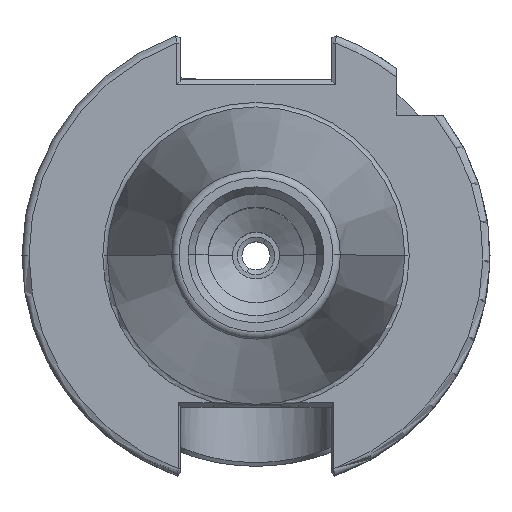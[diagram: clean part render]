
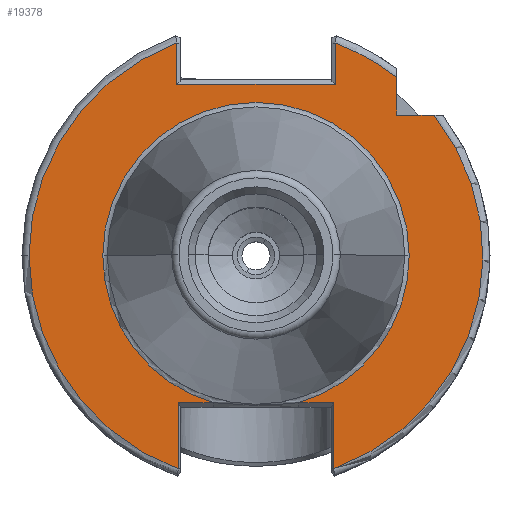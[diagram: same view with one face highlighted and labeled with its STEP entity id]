
A CAD part, top view. The second image highlights one B-rep face of the part: STEP entity #19378.
In plain terms, the highlighted planar face has unit normal (0, 0, 1).
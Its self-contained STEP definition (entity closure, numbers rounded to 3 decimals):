
#10 = CARTESIAN_POINT ( 'NONE',  ( 16.35, 0., -3.2 ) ) ;
#66 = EDGE_CURVE ( 'NONE', #20687, #12116, #14941, .T. ) ;
#214 = CIRCLE ( 'NONE', #11674, 24.225 ) ;
#336 = DIRECTION ( 'NONE',  ( 1., 0., 0. ) ) ;
#481 = VECTOR ( 'NONE', #6888, 1000. ) ;
#635 = EDGE_CURVE ( 'NONE', #8187, #21444, #2758, .T. ) ;
#639 = AXIS2_PLACEMENT_3D ( 'NONE', #8628, #21311, #10438 ) ;
#642 = EDGE_CURVE ( 'NONE', #10375, #21444, #21454, .T. ) ;
#768 = VERTEX_POINT ( 'NONE', #19717 ) ;
#800 = CARTESIAN_POINT ( 'NONE',  ( -8.288, -15.7, -3.2 ) ) ;
#932 = EDGE_CURVE ( 'NONE', #11421, #19844, #14317, .T. ) ;
#1046 = ORIENTED_EDGE ( 'NONE', *, *, #11009, .T. ) ;
#1157 = ORIENTED_EDGE ( 'NONE', *, *, #932, .T. ) ;
#1201 = ORIENTED_EDGE ( 'NONE', *, *, #635, .T. ) ;
#1792 = DIRECTION ( 'NONE',  ( 0., 1., 0. ) ) ;
#1866 = DIRECTION ( 'NONE',  ( 1., 0., 0. ) ) ;
#1919 = AXIS2_PLACEMENT_3D ( 'NONE', #7269, #17759, #19948 ) ;
#1966 = EDGE_CURVE ( 'NONE', #12116, #11621, #4145, .T. ) ;
#2226 = CARTESIAN_POINT ( 'NONE',  ( 8.478, 22.693, -3.2 ) ) ;
#2351 = CARTESIAN_POINT ( 'NONE',  ( -16.35, 0., -3.2 ) ) ;
#2630 = VERTEX_POINT ( 'NONE', #21720 ) ;
#2758 = CIRCLE ( 'NONE', #1919, 24.225 ) ;
#2787 = LINE ( 'NONE', #21078, #16639 ) ;
#2792 = EDGE_CURVE ( 'NONE', #2630, #8808, #9971, .T. ) ;
#2809 = DIRECTION ( 'NONE',  ( 0., 0., -1. ) ) ;
#2993 = VERTEX_POINT ( 'NONE', #19182 ) ;
#3003 = VECTOR ( 'NONE', #13762, 1000. ) ;
#3074 = CARTESIAN_POINT ( 'NONE',  ( 8.478, 18.8, -3.2 ) ) ;
#3650 = FACE_OUTER_BOUND ( 'NONE', #22729, .T. ) ;
#3800 = LINE ( 'NONE', #14483, #22509 ) ;
#4143 = CARTESIAN_POINT ( 'NONE',  ( -8.478, 22.693, -3.2 ) ) ;
#4145 = LINE ( 'NONE', #12451, #8372 ) ;
#4236 = ORIENTED_EDGE ( 'NONE', *, *, #10862, .T. ) ;
#4292 = VERTEX_POINT ( 'NONE', #10 ) ;
#4982 = VECTOR ( 'NONE', #13296, 1000. ) ;
#5241 = CARTESIAN_POINT ( 'NONE',  ( -24.225, 0., -3.2 ) ) ;
#5465 = DIRECTION ( 'NONE',  ( 0., 0., -1. ) ) ;
#5582 = LINE ( 'NONE', #16790, #4982 ) ;
#6157 = ORIENTED_EDGE ( 'NONE', *, *, #17857, .T. ) ;
#6194 = CARTESIAN_POINT ( 'NONE',  ( 0., 0., -3.2 ) ) ;
#6823 = ORIENTED_EDGE ( 'NONE', *, *, #1966, .T. ) ;
#6888 = DIRECTION ( 'NONE',  ( 0., -1., 0. ) ) ;
#7269 = CARTESIAN_POINT ( 'NONE',  ( 0., 0., -3.2 ) ) ;
#7289 = EDGE_CURVE ( 'NONE', #14913, #10375, #18921, .T. ) ;
#7500 = AXIS2_PLACEMENT_3D ( 'NONE', #8872, #21574, #10693 ) ;
#7543 = CIRCLE ( 'NONE', #15077, 16.35 ) ;
#7714 = CARTESIAN_POINT ( 'NONE',  ( 19.022, 15., -3.2 ) ) ;
#7892 = CARTESIAN_POINT ( 'NONE',  ( 15., 15., -3.2 ) ) ;
#8187 = VERTEX_POINT ( 'NONE', #20794 ) ;
#8372 = VECTOR ( 'NONE', #15550, 1000. ) ;
#8628 = CARTESIAN_POINT ( 'NONE',  ( 0., 0., -3.2 ) ) ;
#8808 = VERTEX_POINT ( 'NONE', #2351 ) ;
#8872 = CARTESIAN_POINT ( 'NONE',  ( 0., 24.975, -3.2 ) ) ;
#9303 = VECTOR ( 'NONE', #13032, 1000. ) ;
#9950 = DIRECTION ( 'NONE',  ( 0., 0., 1. ) ) ;
#9971 = CIRCLE ( 'NONE', #12883, 16.35 ) ;
#10111 = CARTESIAN_POINT ( 'NONE',  ( -2.21, -15.7, -3.2 ) ) ;
#10256 = AXIS2_PLACEMENT_3D ( 'NONE', #13616, #2809, #15440 ) ;
#10375 = VERTEX_POINT ( 'NONE', #15620 ) ;
#10438 = DIRECTION ( 'NONE',  ( -1., 0., 0. ) ) ;
#10608 = PLANE ( 'NONE',  #7500 ) ;
#10686 = DIRECTION ( 'NONE',  ( 0., 0., 1. ) ) ;
#10693 = DIRECTION ( 'NONE',  ( -1., 0., 0. ) ) ;
#10862 = EDGE_CURVE ( 'NONE', #19844, #21687, #5582, .T. ) ;
#11009 = EDGE_CURVE ( 'NONE', #11621, #2630, #21726, .T. ) ;
#11317 = CARTESIAN_POINT ( 'NONE',  ( -8.288, -22.763, -3.2 ) ) ;
#11421 = VERTEX_POINT ( 'NONE', #2226 ) ;
#11621 = VERTEX_POINT ( 'NONE', #800 ) ;
#11674 = AXIS2_PLACEMENT_3D ( 'NONE', #21566, #10686, #23401 ) ;
#11781 = VECTOR ( 'NONE', #336, 1000. ) ;
#12116 = VERTEX_POINT ( 'NONE', #11317 ) ;
#12181 = DIRECTION ( 'NONE',  ( 0., -1., 0. ) ) ;
#12211 = ORIENTED_EDGE ( 'NONE', *, *, #15752, .T. ) ;
#12240 = EDGE_CURVE ( 'NONE', #20926, #20687, #14223, .T. ) ;
#12451 = CARTESIAN_POINT ( 'NONE',  ( -8.288, 24.975, -3.2 ) ) ;
#12570 = CARTESIAN_POINT ( 'NONE',  ( -8.478, 22.832, -3.2 ) ) ;
#12883 = AXIS2_PLACEMENT_3D ( 'NONE', #6194, #15861, #22250 ) ;
#12928 = AXIS2_PLACEMENT_3D ( 'NONE', #20841, #9950, #22694 ) ;
#13032 = DIRECTION ( 'NONE',  ( 0., -1., 0. ) ) ;
#13255 = ORIENTED_EDGE ( 'NONE', *, *, #642, .F. ) ;
#13296 = DIRECTION ( 'NONE',  ( -1., 0., 0. ) ) ;
#13616 = CARTESIAN_POINT ( 'NONE',  ( 0., 0., -3.2 ) ) ;
#13762 = DIRECTION ( 'NONE',  ( 1., 0., 0. ) ) ;
#14169 = ORIENTED_EDGE ( 'NONE', *, *, #19252, .T. ) ;
#14223 = CIRCLE ( 'NONE', #639, 24.225 ) ;
#14317 = LINE ( 'NONE', #3074, #481 ) ;
#14483 = CARTESIAN_POINT ( 'NONE',  ( 8.05, -15.7, -3.2 ) ) ;
#14703 = CARTESIAN_POINT ( 'NONE',  ( 8.478, 18.3, -3.2 ) ) ;
#14913 = VERTEX_POINT ( 'NONE', #16471 ) ;
#14941 = CIRCLE ( 'NONE', #12928, 24.225 ) ;
#15077 = AXIS2_PLACEMENT_3D ( 'NONE', #16292, #5465, #18112 ) ;
#15193 = VECTOR ( 'NONE', #1792, 1000. ) ;
#15440 = DIRECTION ( 'NONE',  ( -1., 0., 0. ) ) ;
#15550 = DIRECTION ( 'NONE',  ( 0., 1., 0. ) ) ;
#15620 = CARTESIAN_POINT ( 'NONE',  ( 15., 15., -3.2 ) ) ;
#15752 = EDGE_CURVE ( 'NONE', #4292, #2993, #17344, .T. ) ;
#15782 = LINE ( 'NONE', #12570, #15193 ) ;
#15861 = DIRECTION ( 'NONE',  ( 0., 0., -1. ) ) ;
#15933 = EDGE_CURVE ( 'NONE', #2993, #768, #3800, .T. ) ;
#16292 = CARTESIAN_POINT ( 'NONE',  ( 0., 0., -3.2 ) ) ;
#16471 = CARTESIAN_POINT ( 'NONE',  ( 15., 19.022, -3.2 ) ) ;
#16639 = VECTOR ( 'NONE', #12181, 1000. ) ;
#16790 = CARTESIAN_POINT ( 'NONE',  ( -8.095, 18.3, -3.2 ) ) ;
#17344 = CIRCLE ( 'NONE', #10256, 16.35 ) ;
#17561 = ORIENTED_EDGE ( 'NONE', *, *, #66, .T. ) ;
#17759 = DIRECTION ( 'NONE',  ( 0., 0., 1. ) ) ;
#17845 = ORIENTED_EDGE ( 'NONE', *, *, #19724, .T. ) ;
#17857 = EDGE_CURVE ( 'NONE', #14913, #11421, #214, .T. ) ;
#17877 = ORIENTED_EDGE ( 'NONE', *, *, #12240, .T. ) ;
#17881 = ORIENTED_EDGE ( 'NONE', *, *, #15933, .T. ) ;
#18112 = DIRECTION ( 'NONE',  ( -1., 0., 0. ) ) ;
#18424 = CARTESIAN_POINT ( 'NONE',  ( 15., 25.813, -3.2 ) ) ;
#18921 = LINE ( 'NONE', #18424, #9303 ) ;
#19182 = CARTESIAN_POINT ( 'NONE',  ( 4.564, -15.7, -3.2 ) ) ;
#19252 = EDGE_CURVE ( 'NONE', #768, #8187, #2787, .T. ) ;
#19335 = CARTESIAN_POINT ( 'NONE',  ( -8.478, 18.3, -3.2 ) ) ;
#19378 = ADVANCED_FACE ( 'NONE', ( #3650 ), #10608, .F. ) ;
#19408 = EDGE_CURVE ( 'NONE', #21687, #20926, #15782, .T. ) ;
#19717 = CARTESIAN_POINT ( 'NONE',  ( 8.288, -15.7, -3.2 ) ) ;
#19724 = EDGE_CURVE ( 'NONE', #8808, #4292, #7543, .T. ) ;
#19844 = VERTEX_POINT ( 'NONE', #14703 ) ;
#19948 = DIRECTION ( 'NONE',  ( -1., 0., 0. ) ) ;
#20122 = ORIENTED_EDGE ( 'NONE', *, *, #2792, .T. ) ;
#20687 = VERTEX_POINT ( 'NONE', #5241 ) ;
#20794 = CARTESIAN_POINT ( 'NONE',  ( 8.288, -22.763, -3.2 ) ) ;
#20841 = CARTESIAN_POINT ( 'NONE',  ( 0., 0., -3.2 ) ) ;
#20881 = ORIENTED_EDGE ( 'NONE', *, *, #19408, .T. ) ;
#20926 = VERTEX_POINT ( 'NONE', #4143 ) ;
#21078 = CARTESIAN_POINT ( 'NONE',  ( 8.288, 24.975, -3.2 ) ) ;
#21311 = DIRECTION ( 'NONE',  ( 0., 0., 1. ) ) ;
#21444 = VERTEX_POINT ( 'NONE', #7714 ) ;
#21454 = LINE ( 'NONE', #7892, #11781 ) ;
#21566 = CARTESIAN_POINT ( 'NONE',  ( 0., 0., -3.2 ) ) ;
#21574 = DIRECTION ( 'NONE',  ( 0., 0., -1. ) ) ;
#21687 = VERTEX_POINT ( 'NONE', #19335 ) ;
#21720 = CARTESIAN_POINT ( 'NONE',  ( -4.564, -15.7, -3.2 ) ) ;
#21726 = LINE ( 'NONE', #10111, #3003 ) ;
#21791 = ORIENTED_EDGE ( 'NONE', *, *, #7289, .F. ) ;
#22250 = DIRECTION ( 'NONE',  ( -1., 0., 0. ) ) ;
#22509 = VECTOR ( 'NONE', #1866, 1000. ) ;
#22694 = DIRECTION ( 'NONE',  ( -1., 0., 0. ) ) ;
#22729 = EDGE_LOOP ( 'NONE', ( #20122, #17845, #12211, #17881, #14169, #1201, #13255, #21791, #6157, #1157, #4236, #20881, #17877, #17561, #6823, #1046 ) ) ;
#23401 = DIRECTION ( 'NONE',  ( -1., 0., 0. ) ) ;
